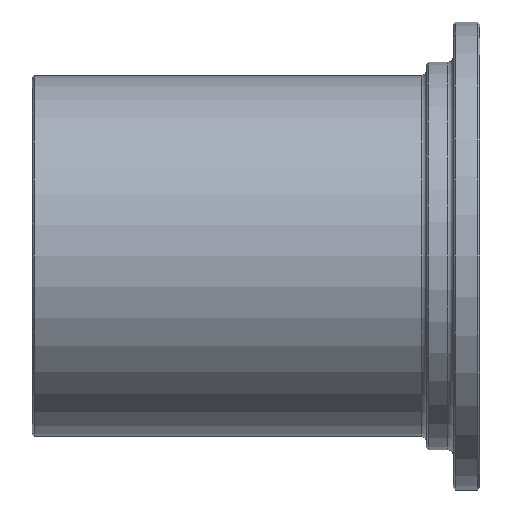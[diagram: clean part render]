
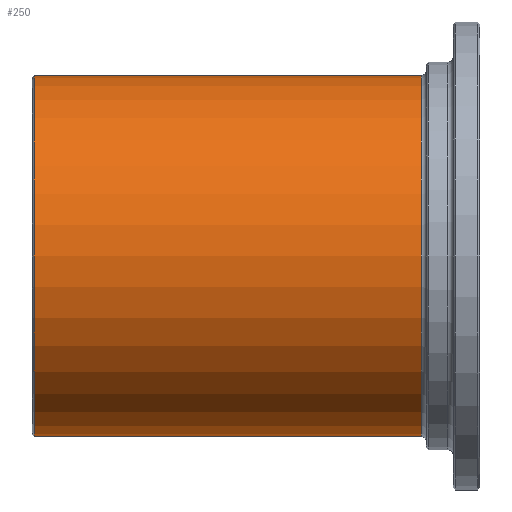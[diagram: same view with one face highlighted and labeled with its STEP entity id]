
A CAD part, front view. The second image highlights one B-rep face of the part: STEP entity #250.
In plain terms, the highlighted cylindrical face has radius 27 mm (diameter 54 mm), a full revolution.
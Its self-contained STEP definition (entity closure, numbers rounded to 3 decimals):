
#29=LINE('',#434,#39);
#39=VECTOR('',#341,27.);
#49=CYLINDRICAL_SURFACE('',#290,27.);
#54=FACE_OUTER_BOUND('',#70,.T.);
#70=EDGE_LOOP('',(#180,#181,#182,#183,#184,#185));
#89=CIRCLE('',#286,27.);
#92=CIRCLE('',#289,27.);
#93=CIRCLE('',#291,27.);
#94=CIRCLE('',#292,27.);
#115=VERTEX_POINT('',#425);
#116=VERTEX_POINT('',#426);
#118=VERTEX_POINT('',#433);
#119=VERTEX_POINT('',#435);
#139=EDGE_CURVE('',#115,#116,#89,.T.);
#142=EDGE_CURVE('',#116,#115,#92,.T.);
#143=EDGE_CURVE('',#115,#118,#29,.T.);
#144=EDGE_CURVE('',#119,#118,#93,.T.);
#145=EDGE_CURVE('',#118,#119,#94,.T.);
#180=ORIENTED_EDGE('',*,*,#139,.F.);
#181=ORIENTED_EDGE('',*,*,#143,.T.);
#182=ORIENTED_EDGE('',*,*,#144,.F.);
#183=ORIENTED_EDGE('',*,*,#145,.F.);
#184=ORIENTED_EDGE('',*,*,#143,.F.);
#185=ORIENTED_EDGE('',*,*,#142,.F.);
#250=ADVANCED_FACE('',(#54),#49,.T.);
#286=AXIS2_PLACEMENT_3D('',#427,#331,#332);
#289=AXIS2_PLACEMENT_3D('',#431,#337,#338);
#290=AXIS2_PLACEMENT_3D('',#432,#339,#340);
#291=AXIS2_PLACEMENT_3D('',#436,#342,#343);
#292=AXIS2_PLACEMENT_3D('',#437,#344,#345);
#331=DIRECTION('center_axis',(1.,0.,0.));
#332=DIRECTION('ref_axis',(0.,-1.,0.));
#337=DIRECTION('center_axis',(1.,0.,0.));
#338=DIRECTION('ref_axis',(0.,-1.,0.));
#339=DIRECTION('center_axis',(1.,0.,0.));
#340=DIRECTION('ref_axis',(0.,1.,0.));
#341=DIRECTION('',(-1.,0.,0.));
#342=DIRECTION('center_axis',(-1.,0.,0.));
#343=DIRECTION('ref_axis',(0.,-1.,0.));
#344=DIRECTION('center_axis',(-1.,0.,0.));
#345=DIRECTION('ref_axis',(0.,-1.,0.));
#425=CARTESIAN_POINT('',(-8.8,-27.,0.));
#426=CARTESIAN_POINT('',(-8.8,0.,27.));
#427=CARTESIAN_POINT('Origin',(-8.8,0.,0.));
#431=CARTESIAN_POINT('Origin',(-8.8,0.,0.));
#432=CARTESIAN_POINT('Origin',(-37.5,0.,0.));
#433=CARTESIAN_POINT('',(-66.7,-27.,0.));
#434=CARTESIAN_POINT('',(-37.5,-27.,0.));
#435=CARTESIAN_POINT('',(-66.7,27.,0.));
#436=CARTESIAN_POINT('Origin',(-66.7,0.,0.));
#437=CARTESIAN_POINT('Origin',(-66.7,0.,0.));
